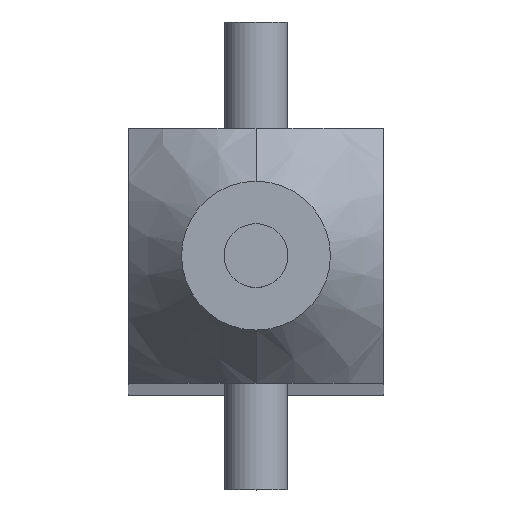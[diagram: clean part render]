
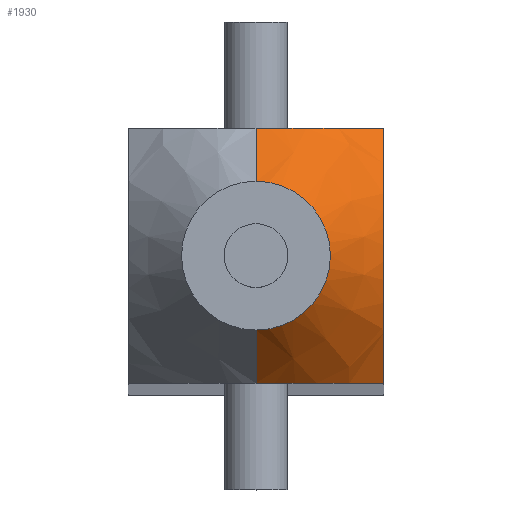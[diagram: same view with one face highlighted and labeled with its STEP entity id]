
A CAD part, top view. The second image highlights one B-rep face of the part: STEP entity #1930.
In plain terms, the highlighted conical face has half-angle 40 degrees and reference radius 5.993 mm.
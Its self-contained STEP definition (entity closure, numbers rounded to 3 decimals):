
#534=CARTESIAN_POINT('',(0.,-6.,341.02));
#535=CARTESIAN_POINT('',(0.339,-6.,341.02));
#536=CARTESIAN_POINT('',(1.048,-6.,340.949));
#537=CARTESIAN_POINT('',(2.224,-6.,340.582));
#538=CARTESIAN_POINT('',(3.461,-6.,339.95));
#539=CARTESIAN_POINT('',(4.702,-6.,339.115));
#540=CARTESIAN_POINT('',(5.561,-6.,338.429));
#541=CARTESIAN_POINT('',(6.,-6.,338.058));
#546=DIRECTION('',(0.,0.643,0.766));
#547=VECTOR('',#546,3.889);
#548=CARTESIAN_POINT('',(0.,-6.,341.02));
#549=LINE('',#548,#547);
#553=DIRECTION('',(0.,-0.643,0.766));
#554=VECTOR('',#553,3.889);
#555=CARTESIAN_POINT('',(0.,6.,
341.02));
#556=LINE('',#555,#554);
#560=CARTESIAN_POINT('',(6.,6.,338.058));
#561=CARTESIAN_POINT('',(5.561,6.,338.429));
#562=CARTESIAN_POINT('',(4.702,6.,339.115));
#563=CARTESIAN_POINT('',(3.461,6.,339.95));
#564=CARTESIAN_POINT('',(2.223,6.,340.582));
#565=CARTESIAN_POINT('',(1.048,6.,340.949));
#566=CARTESIAN_POINT('',(0.339,6.,341.02));
#567=CARTESIAN_POINT('',(0.,6.,
341.02));
#572=CARTESIAN_POINT('',(6.,-6.,338.058));
#573=CARTESIAN_POINT('',(6.,-5.67,338.337));
#574=CARTESIAN_POINT('',(6.,-5.036,338.848));
#575=CARTESIAN_POINT('',(6.,-4.17,339.476));
#576=CARTESIAN_POINT('',(6.,-3.371,339.982));
#577=CARTESIAN_POINT('',(6.,-2.634,340.374));
#578=CARTESIAN_POINT('',(6.,-1.943,340.667));
#579=CARTESIAN_POINT('',(6.,-1.288,340.87));
#580=CARTESIAN_POINT('',(6.,-0.645,340.992));
#581=CARTESIAN_POINT('',(6.,-0.014,341.033));
#582=CARTESIAN_POINT('',(6.,0.618,340.996));
#583=CARTESIAN_POINT('',(6.,1.258,340.878));
#584=CARTESIAN_POINT('',(6.,1.911,340.679));
#585=CARTESIAN_POINT('',(6.,2.598,340.392));
#586=CARTESIAN_POINT('',(6.,3.333,340.004));
#587=CARTESIAN_POINT('',(6.,4.138,339.498));
#588=CARTESIAN_POINT('',(6.,5.021,338.859));
#589=CARTESIAN_POINT('',(6.,5.665,338.341));
#590=CARTESIAN_POINT('',(6.,6.,338.058));
#733=CARTESIAN_POINT('',(0.,0.,344.));
#734=DIRECTION('',(0.,0.,1.));
#735=DIRECTION('',(0.,-1.,0.));
#736=AXIS2_PLACEMENT_3D('',#733,#734,#735);
#1501=CARTESIAN_POINT('',(6.,-6.,338.058));
#1502=VERTEX_POINT('',#1501);
#1505=CARTESIAN_POINT('',(6.,6.,338.058));
#1507=VERTEX_POINT('',#1505);
#1513=CARTESIAN_POINT('',(0.,6.,
341.02));
#1514=CARTESIAN_POINT('',(0.,3.5,344.));
#1515=VERTEX_POINT('',#1513);
#1516=VERTEX_POINT('',#1514);
#1517=CARTESIAN_POINT('',(0.,-6.,341.02));
#1518=CARTESIAN_POINT('',(0.,-3.5,344.));
#1519=VERTEX_POINT('',#1517);
#1520=VERTEX_POINT('',#1518);
#1913=CARTESIAN_POINT('',(0.,0.,341.029));
#1914=DIRECTION('',(0.,0.,-1.));
#1915=DIRECTION('',(0.,-1.,0.));
#1916=AXIS2_PLACEMENT_3D('',#1913,#1914,#1915);
#1917=CONICAL_SURFACE('',#1916,5.993,40.);
#1918=ORIENTED_EDGE('',*,*,#1748,.F.);
#1920=ORIENTED_EDGE('',*,*,#1919,.T.);
#1922=ORIENTED_EDGE('',*,*,#1921,.T.);
#1924=ORIENTED_EDGE('',*,*,#1923,.F.);
#1926=ORIENTED_EDGE('',*,*,#1925,.F.);
#1927=ORIENTED_EDGE('',*,*,#1796,.F.);
#1928=EDGE_LOOP('',(#1918,#1920,#1922,#1924,#1926,#1927));
#1929=FACE_OUTER_BOUND('',#1928,.F.);
#542=B_SPLINE_CURVE_WITH_KNOTS('',3,(#534,#535,#536,#537,#538,#539,#540,#541),
.UNSPECIFIED.,.F.,.F.,(4,1,1,1,1,4),(0.,0.2,0.4,0.6,0.8,1.),
.UNSPECIFIED.);
#568=B_SPLINE_CURVE_WITH_KNOTS('',3,(#560,#561,#562,#563,#564,#565,#566,#567),
.UNSPECIFIED.,.F.,.F.,(4,1,1,1,1,4),(0.,0.2,0.4,0.6,0.8,1.),
.UNSPECIFIED.);
#591=B_SPLINE_CURVE_WITH_KNOTS('',3,(#572,#573,#574,#575,#576,#577,#578,#579,
#580,#581,#582,#583,#584,#585,#586,#587,#588,#589,#590),.UNSPECIFIED.,.F.,.F.,
(4,1,1,1,1,1,1,1,1,1,1,1,1,1,1,1,4),(0.,0.063,0.125,0.188,0.25,
0.313,0.375,0.438,0.5,0.563,0.625,0.688,0.75,0.813,
0.875,0.938,1.),.UNSPECIFIED.);
#737=CIRCLE('',#736,3.5);
#1748=EDGE_CURVE('',#1519,#1502,#542,.T.);
#1796=EDGE_CURVE('',#1502,#1507,#591,.T.);
#1919=EDGE_CURVE('',#1519,#1520,#549,.T.);
#1921=EDGE_CURVE('',#1520,#1516,#737,.T.);
#1923=EDGE_CURVE('',#1515,#1516,#556,.T.);
#1925=EDGE_CURVE('',#1507,#1515,#568,.T.);
#1930=ADVANCED_FACE('',(#1929),#1917,.T.);
